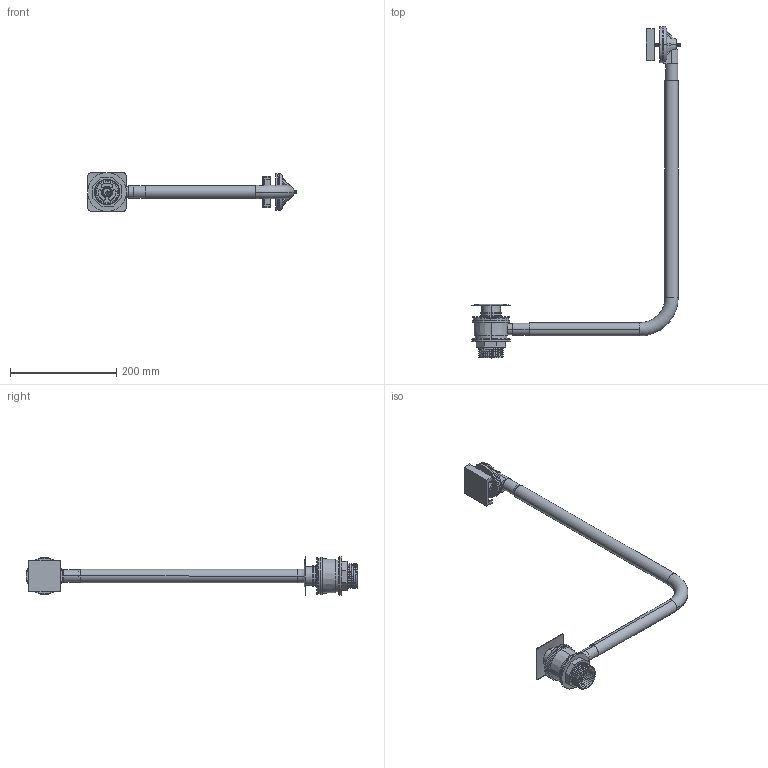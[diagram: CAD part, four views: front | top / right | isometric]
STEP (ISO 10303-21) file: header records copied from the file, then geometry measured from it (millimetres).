
FILE_DESCRIPTION (( 'STEP AP214' ), '1' );
FILE_NAME ('TO098_v10718.STEP', '2022-11-30T08:53:47', ( '' ), ( '' ), 'SwSTEP 2.0', 'SolidWorks 2019', '' );
FILE_SCHEMA (( 'AUTOMOTIVE_DESIGN' ));
Length unit declared in the file: millimetre
Products named in the file (1): TO098_v10718
Bounding box: 392.85 x 625 x 72.89 mm (x, y, z)
Volume: 271039.6 mm3; surface area: 248430.7 mm2
Topology: 13 solids, 13 shells, 561 faces, 1476 edges, 971 vertices
Faces by surface type: cylinder 330, plane 176, torus 29, cone 14, bspline 11, sphere 1
Entity records: 35343 total; most frequent: CARTESIAN_POINT 16085, ORIENTED_EDGE 2950, DIRECTION 2426, EDGE_CURVE 1475, VERTEX_POINT 971, AXIS2_PLACEMENT_3D 907, EDGE_LOOP 654, VECTOR 612
